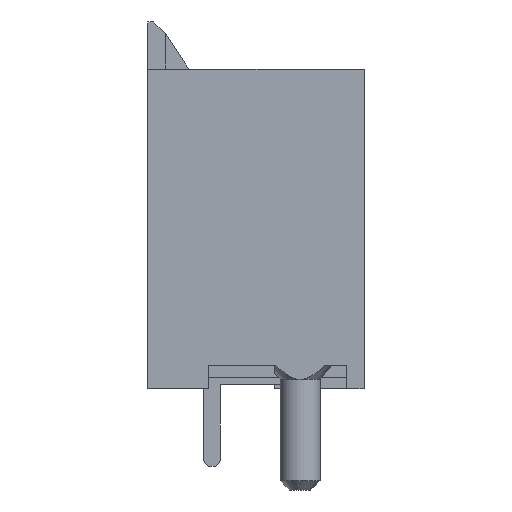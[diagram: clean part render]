
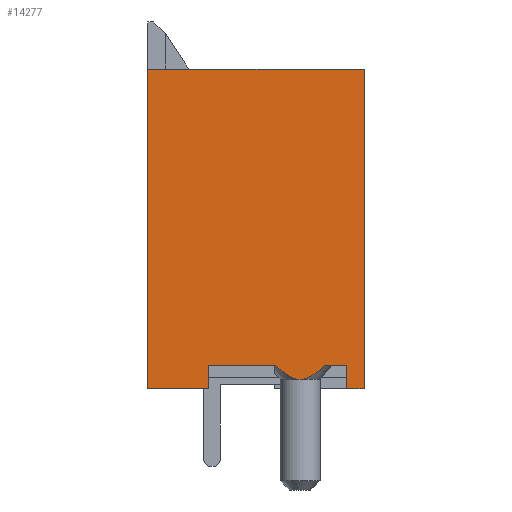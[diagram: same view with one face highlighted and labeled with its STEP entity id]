
A CAD part, left-side view. The second image highlights one B-rep face of the part: STEP entity #14277.
In plain terms, the highlighted planar face has unit normal (-1, 0, 0).
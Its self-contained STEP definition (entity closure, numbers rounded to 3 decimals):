
#26=B_SPLINE_CURVE_WITH_KNOTS('',3,(#19855,#19856,#19857,#19858,#19859,
#19860,#19861,#19862,#19863),.UNSPECIFIED.,.F.,.F.,(4,1,1,1,1,1,4),(0.,
0.25,0.375,0.5,0.625,0.75,1.),.UNSPECIFIED.);
#27=B_SPLINE_CURVE_WITH_KNOTS('',3,(#19865,#19866,#19867,#19868,#19869,
#19870,#19871,#19872,#19873),.UNSPECIFIED.,.F.,.F.,(4,1,1,1,1,1,4),(0.,
0.25,0.375,0.5,0.625,0.75,1.),.UNSPECIFIED.);
#1759=ORIENTED_EDGE('',*,*,#4433,.T.);
#1760=ORIENTED_EDGE('',*,*,#4434,.T.);
#1761=ORIENTED_EDGE('',*,*,#4435,.T.);
#1762=ORIENTED_EDGE('',*,*,#4436,.T.);
#1763=ORIENTED_EDGE('',*,*,#4437,.T.);
#1764=ORIENTED_EDGE('',*,*,#4438,.F.);
#1765=ORIENTED_EDGE('',*,*,#4331,.T.);
#1766=ORIENTED_EDGE('',*,*,#4266,.T.);
#1767=ORIENTED_EDGE('',*,*,#4245,.F.);
#1768=ORIENTED_EDGE('',*,*,#4431,.F.);
#1769=ORIENTED_EDGE('',*,*,#4439,.T.);
#4245=EDGE_CURVE('',#5742,#5743,#6924,.T.);
#4266=EDGE_CURVE('',#5757,#5743,#6941,.T.);
#4331=EDGE_CURVE('',#5799,#5757,#7006,.T.);
#4431=EDGE_CURVE('',#5849,#5742,#7106,.T.);
#4433=EDGE_CURVE('',#5850,#5851,#7108,.T.);
#4434=EDGE_CURVE('',#5851,#5852,#26,.T.);
#4435=EDGE_CURVE('',#5852,#5853,#27,.T.);
#4436=EDGE_CURVE('',#5853,#5854,#7109,.T.);
#4437=EDGE_CURVE('',#5854,#5855,#7110,.T.);
#4438=EDGE_CURVE('',#5799,#5855,#7111,.T.);
#4439=EDGE_CURVE('',#5849,#5850,#7112,.T.);
#5742=VERTEX_POINT('',#19481);
#5743=VERTEX_POINT('',#19483);
#5757=VERTEX_POINT('',#19523);
#5799=VERTEX_POINT('',#19639);
#5849=VERTEX_POINT('',#19848);
#5850=VERTEX_POINT('',#19853);
#5851=VERTEX_POINT('',#19854);
#5852=VERTEX_POINT('',#19864);
#5853=VERTEX_POINT('',#19874);
#5854=VERTEX_POINT('',#19876);
#5855=VERTEX_POINT('',#19878);
#6924=LINE('',#19482,#8208);
#6941=LINE('',#19522,#8225);
#7006=LINE('',#19638,#8290);
#7106=LINE('',#19849,#8390);
#7108=LINE('',#19852,#8392);
#7109=LINE('',#19875,#8393);
#7110=LINE('',#19877,#8394);
#7111=LINE('',#19879,#8395);
#7112=LINE('',#19880,#8396);
#8208=VECTOR('',#16201,1000.);
#8225=VECTOR('',#16236,1000.);
#8290=VECTOR('',#16319,1000.);
#8390=VECTOR('',#16539,1000.);
#8392=VECTOR('',#16543,1000.);
#8393=VECTOR('',#16544,1000.);
#8394=VECTOR('',#16545,1000.);
#8395=VECTOR('',#16546,1000.);
#8396=VECTOR('',#16547,1000.);
#9168=EDGE_LOOP('',(#1759,#1760,#1761,#1762,#1763,#1764,#1765,#1766,#1767,
#1768,#1769));
#9709=FACE_BOUND('',#9168,.T.);
#10232=PLANE('',#14817);
#14277=ADVANCED_FACE('',(#9709),#10232,.F.);
#14817=AXIS2_PLACEMENT_3D('',#19851,#16541,#16542);
#16201=DIRECTION('',(0.,-1.,0.));
#16236=DIRECTION('',(0.,0.,1.));
#16319=DIRECTION('',(0.,-1.,0.));
#16539=DIRECTION('',(0.,0.,1.));
#16541=DIRECTION('',(1.,0.,0.));
#16542=DIRECTION('',(0.,0.,-1.));
#16543=DIRECTION('',(0.,0.,-1.));
#16544=DIRECTION('',(0.,0.,-1.));
#16545=DIRECTION('',(0.,1.,0.));
#16546=DIRECTION('',(0.,0.,1.));
#16547=DIRECTION('',(0.,-1.,0.));
#19481=CARTESIAN_POINT('',(-10.9,13.6,4.6));
#19482=CARTESIAN_POINT('',(-10.9,13.6,4.6));
#19483=CARTESIAN_POINT('',(-10.9,0.,4.6));
#19522=CARTESIAN_POINT('',(-10.9,0.,-4.6));
#19523=CARTESIAN_POINT('',(-10.9,0.,-4.6));
#19638=CARTESIAN_POINT('',(-10.9,13.6,-4.6));
#19639=CARTESIAN_POINT('',(-10.9,13.6,-4.6));
#19848=CARTESIAN_POINT('',(-10.9,13.6,2.));
#19849=CARTESIAN_POINT('',(-10.9,13.6,-4.6));
#19851=CARTESIAN_POINT('',(-10.9,13.6,-4.6));
#19852=CARTESIAN_POINT('',(-10.9,12.6,-0.8));
#19853=CARTESIAN_POINT('',(-10.9,12.6,2.));
#19854=CARTESIAN_POINT('',(-10.9,12.6,-0.826));
#19855=CARTESIAN_POINT('',(-10.9,12.6,-0.826));
#19856=CARTESIAN_POINT('',(-10.9,12.684,-0.916));
#19857=CARTESIAN_POINT('',(-10.9,12.793,-1.04));
#19858=CARTESIAN_POINT('',(-10.9,12.916,-1.197));
#19859=CARTESIAN_POINT('',(-10.9,12.976,-1.277));
#19860=CARTESIAN_POINT('',(-10.9,13.087,-1.457));
#19861=CARTESIAN_POINT('',(-10.9,13.171,-1.648));
#19862=CARTESIAN_POINT('',(-10.9,13.2,-1.788));
#19863=CARTESIAN_POINT('',(-10.9,13.2,-1.875));
#19864=CARTESIAN_POINT('',(-10.9,13.2,-1.875));
#19865=CARTESIAN_POINT('',(-10.9,13.2,-1.875));
#19866=CARTESIAN_POINT('',(-10.9,13.2,-1.96));
#19867=CARTESIAN_POINT('',(-10.9,13.172,-2.098));
#19868=CARTESIAN_POINT('',(-10.9,13.089,-2.288));
#19869=CARTESIAN_POINT('',(-10.9,12.982,-2.464));
#19870=CARTESIAN_POINT('',(-10.9,12.922,-2.546));
#19871=CARTESIAN_POINT('',(-10.9,12.798,-2.705));
#19872=CARTESIAN_POINT('',(-10.9,12.686,-2.831));
#19873=CARTESIAN_POINT('',(-10.9,12.6,-2.924));
#19874=CARTESIAN_POINT('',(-10.9,12.6,-2.924));
#19875=CARTESIAN_POINT('',(-10.9,12.6,-0.8));
#19876=CARTESIAN_POINT('',(-10.9,12.6,-3.85));
#19877=CARTESIAN_POINT('',(-10.9,12.6,-3.85));
#19878=CARTESIAN_POINT('',(-10.9,13.6,-3.85));
#19879=CARTESIAN_POINT('',(-10.9,13.6,-4.6));
#19880=CARTESIAN_POINT('',(-10.9,12.6,2.));
